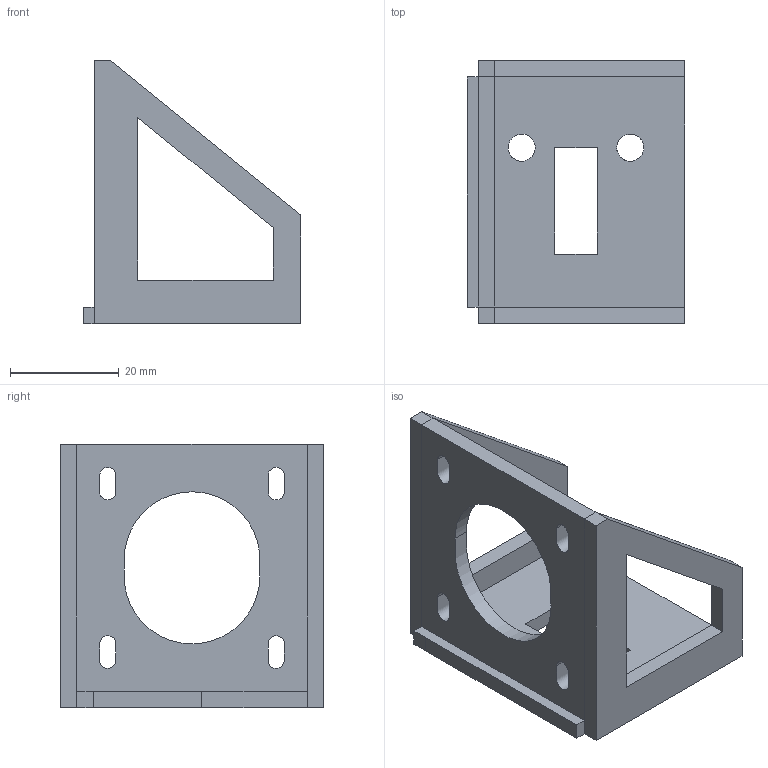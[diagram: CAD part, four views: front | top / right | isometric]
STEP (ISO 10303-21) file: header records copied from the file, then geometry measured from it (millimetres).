
FILE_DESCRIPTION(/* description */ (''),/* implementation_level */ '2;1');
FILE_NAME(/* name */ 'zaxis_motor_mount',/* time_stamp */ '2013-06-26T18:59:40-05:00',/* author */ (''),/* organization */ (''),/* preprocessor_version */ 'ST-DEVELOPER v10',/* originating_system */ '',/* authorisation */ '');
FILE_SCHEMA (('AUTOMOTIVE_DESIGN'));
Length unit declared in the file: millimetre
Products named in the file (1): 1
Bounding box: 40 x 48.42 x 48.42 mm (x, y, z)
Volume: 13495 mm3; surface area: 10968.7 mm2
Topology: 1 solids, 1 shells, 53 faces, 141 edges, 90 vertices
Faces by surface type: plane 39, bspline 14
Entity records: 1699 total; most frequent: CARTESIAN_POINT 723, ORIENTED_EDGE 282, EDGE_CURVE 141, B_SPLINE_CURVE_WITH_KNOTS 113, VERTEX_POINT 90, EDGE_LOOP 73, ADVANCED_FACE 53, FACE_OUTER_BOUND 53
